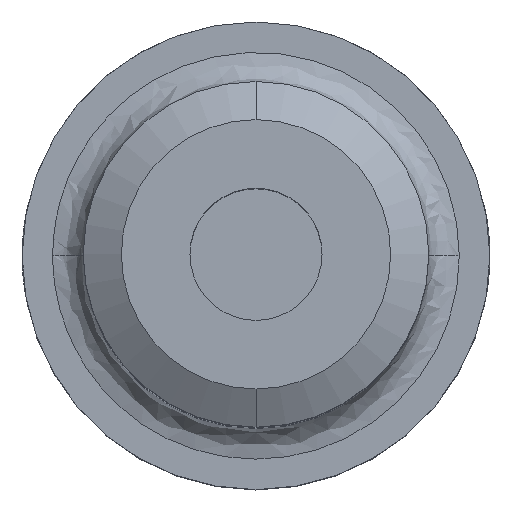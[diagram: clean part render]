
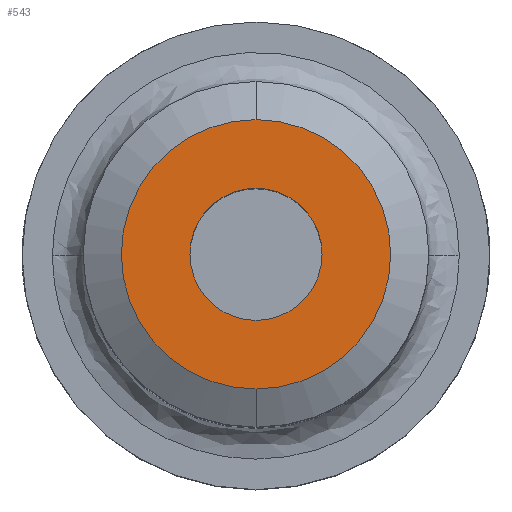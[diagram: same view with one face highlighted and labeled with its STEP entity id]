
A CAD part, top view. The second image highlights one B-rep face of the part: STEP entity #543.
In plain terms, the highlighted planar face has unit normal (0, 0, 1).
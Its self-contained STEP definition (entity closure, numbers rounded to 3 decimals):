
#7 = DIRECTION ( 'NONE',  ( 0., 1., 0. ) ) ;
#101 = DIRECTION ( 'NONE',  ( 1., 0., 0. ) ) ;
#139 = AXIS2_PLACEMENT_3D ( 'NONE', #1333, #346, #1511 ) ;
#247 = CARTESIAN_POINT ( 'NONE',  ( 0., 0., 105. ) ) ;
#282 = EDGE_CURVE ( 'NONE', #909, #1090, #1018, .T. ) ;
#346 = DIRECTION ( 'NONE',  ( 0., 0., 1. ) ) ;
#423 = CARTESIAN_POINT ( 'NONE',  ( -13.409, -13.409, 105. ) ) ;
#514 = AXIS2_PLACEMENT_3D ( 'NONE', #771, #1943, #942 ) ;
#527 = ORIENTED_EDGE ( 'NONE', *, *, #282, .T. ) ;
#543 = ADVANCED_FACE ( 'NONE', ( #1927, #592 ), #1097, .T. ) ;
#565 = AXIS2_PLACEMENT_3D ( 'NONE', #423, #1258, #101 ) ;
#592 = FACE_OUTER_BOUND ( 'NONE', #812, .T. ) ;
#609 = AXIS2_PLACEMENT_3D ( 'NONE', #247, #1238, #1928 ) ;
#734 = CARTESIAN_POINT ( 'NONE',  ( 0., 6.5, 105. ) ) ;
#771 = CARTESIAN_POINT ( 'NONE',  ( 0., 0., 105. ) ) ;
#804 = AXIS2_PLACEMENT_3D ( 'NONE', #2002, #1003, #7 ) ;
#812 = EDGE_LOOP ( 'NONE', ( #2008, #1032 ) ) ;
#866 = CARTESIAN_POINT ( 'NONE',  ( 0., -13.25, 105. ) ) ;
#909 = VERTEX_POINT ( 'NONE', #1416 ) ;
#942 = DIRECTION ( 'NONE',  ( 0., 1., 0. ) ) ;
#1003 = DIRECTION ( 'NONE',  ( 0., 0., -1. ) ) ;
#1018 = CIRCLE ( 'NONE', #609, 6.5 ) ;
#1032 = ORIENTED_EDGE ( 'NONE', *, *, #1042, .T. ) ;
#1042 = EDGE_CURVE ( 'NONE', #2093, #1077, #2017, .T. ) ;
#1077 = VERTEX_POINT ( 'NONE', #1732 ) ;
#1090 = VERTEX_POINT ( 'NONE', #734 ) ;
#1097 = PLANE ( 'NONE',  #565 ) ;
#1224 = EDGE_CURVE ( 'NONE', #1077, #2093, #2121, .T. ) ;
#1238 = DIRECTION ( 'NONE',  ( 0., 0., -1. ) ) ;
#1258 = DIRECTION ( 'NONE',  ( 0., 0., 1. ) ) ;
#1274 = ORIENTED_EDGE ( 'NONE', *, *, #1379, .T. ) ;
#1333 = CARTESIAN_POINT ( 'NONE',  ( 0., 0., 105. ) ) ;
#1379 = EDGE_CURVE ( 'NONE', #1090, #909, #1471, .T. ) ;
#1416 = CARTESIAN_POINT ( 'NONE',  ( 0., -6.5, 105. ) ) ;
#1471 = CIRCLE ( 'NONE', #804, 6.5 ) ;
#1511 = DIRECTION ( 'NONE',  ( 0., 1., 0. ) ) ;
#1732 = CARTESIAN_POINT ( 'NONE',  ( 0., 13.25, 105. ) ) ;
#1867 = EDGE_LOOP ( 'NONE', ( #1274, #527 ) ) ;
#1927 = FACE_BOUND ( 'NONE', #1867, .T. ) ;
#1928 = DIRECTION ( 'NONE',  ( 0., 1., 0. ) ) ;
#1943 = DIRECTION ( 'NONE',  ( 0., 0., 1. ) ) ;
#2002 = CARTESIAN_POINT ( 'NONE',  ( 0., 0., 105. ) ) ;
#2008 = ORIENTED_EDGE ( 'NONE', *, *, #1224, .T. ) ;
#2017 = CIRCLE ( 'NONE', #514, 13.25 ) ;
#2093 = VERTEX_POINT ( 'NONE', #866 ) ;
#2121 = CIRCLE ( 'NONE', #139, 13.25 ) ;
